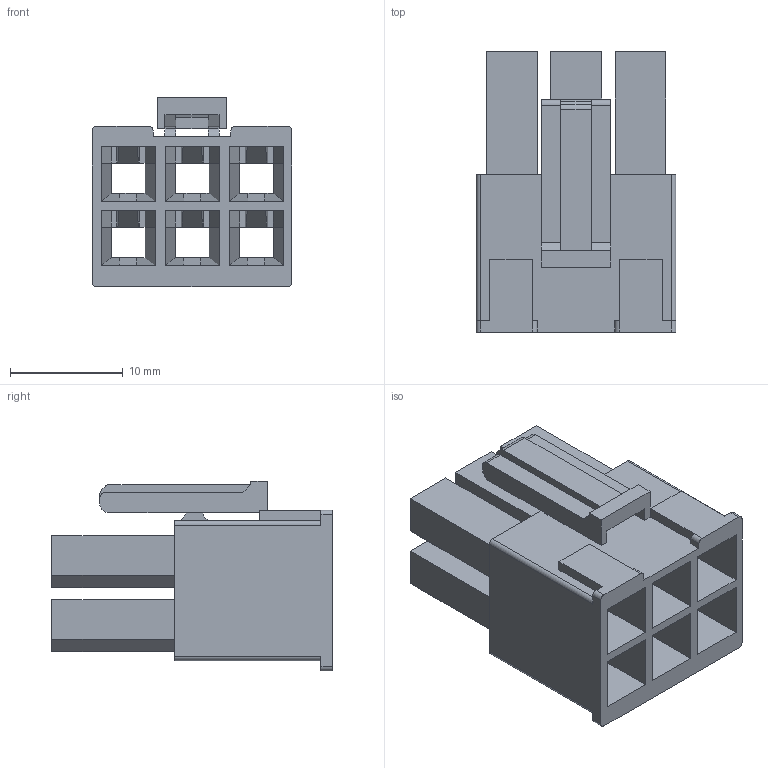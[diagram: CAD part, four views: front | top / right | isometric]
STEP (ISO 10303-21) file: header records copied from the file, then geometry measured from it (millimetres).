
FILE_DESCRIPTION(/* description */ ('Unknown'),/* implementation_level */ '2;1');
FILE_NAME(/* name */ '657006250201',/* time_stamp */ '2022-10-17T11:12:48+02:00',/* author */ ('Unknown'),/* organization */ ('Unknown'),/* preprocessor_version */ 'ST-DEVELOPER v16.7',/* originating_system */ 'Solid Edge',/* authorisation */ 'Unknown');
FILE_SCHEMA (('AUTOMOTIVE_DESIGN {1 0 10303 214 3 1 1}'));
Length unit declared in the file: millimetre
Products named in the file (2): 6570xx250201; 657006250201
Assembly tree (1 placements, depth 2):
  6570xx250201
    657006250201
Bounding box: 17.75 x 24.92 x 16.86 mm (x, y, z)
Volume: 2412.3 mm3; surface area: 5079.7 mm2
Topology: 1 solids, 1 shells, 365 faces, 941 edges, 584 vertices
Faces by surface type: plane 344, cylinder 21
Entity records: 10814 total; most frequent: CARTESIAN_POINT 1892, ORIENTED_EDGE 1882, DIRECTION 1717, EDGE_CURVE 941, LINE 899, VECTOR 899, VERTEX_POINT 584, AXIS2_PLACEMENT_3D 409
